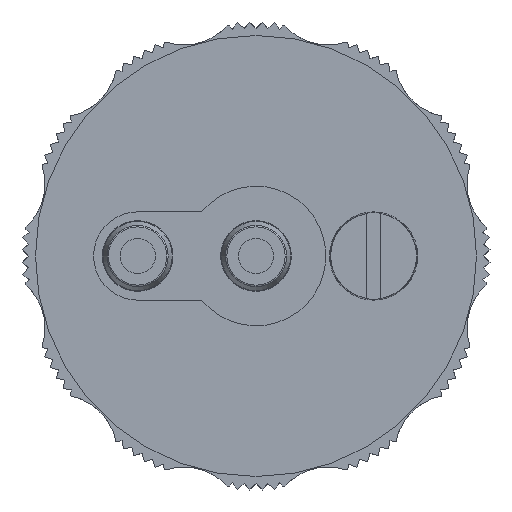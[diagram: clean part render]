
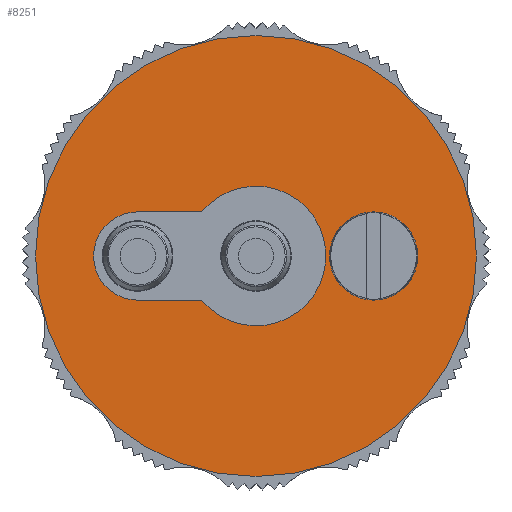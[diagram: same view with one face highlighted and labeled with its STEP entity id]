
A CAD part, front view. The second image highlights one B-rep face of the part: STEP entity #8251.
In plain terms, the highlighted planar face has unit normal (0, -1, 0).
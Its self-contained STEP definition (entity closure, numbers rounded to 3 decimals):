
#501=CIRCLE('',#8300,3.);
#701=CIRCLE('',#8903,15.);
#705=CIRCLE('',#8909,4.75);
#706=CIRCLE('',#8910,3.);
#3099=ORIENTED_EDGE('',*,*,#4373,.T.);
#3100=ORIENTED_EDGE('',*,*,#4374,.F.);
#3101=ORIENTED_EDGE('',*,*,#4375,.T.);
#3102=ORIENTED_EDGE('',*,*,#4376,.T.);
#3103=ORIENTED_EDGE('',*,*,#3185,.F.);
#3104=ORIENTED_EDGE('',*,*,#4369,.T.);
#3185=EDGE_CURVE('',#4411,#4411,#501,.F.);
#4369=EDGE_CURVE('',#5205,#5205,#701,.T.);
#4373=EDGE_CURVE('',#5209,#5210,#5915,.T.);
#4374=EDGE_CURVE('',#5211,#5210,#705,.F.);
#4375=EDGE_CURVE('',#5211,#5212,#5916,.T.);
#4376=EDGE_CURVE('',#5212,#5209,#706,.T.);
#4411=VERTEX_POINT('',#11002);
#5205=VERTEX_POINT('',#14670);
#5209=VERTEX_POINT('',#14680);
#5210=VERTEX_POINT('',#14681);
#5211=VERTEX_POINT('',#14683);
#5212=VERTEX_POINT('',#14685);
#5915=LINE('',#14679,#6603);
#5916=LINE('',#14684,#6604);
#6603=VECTOR('',#10871,1000.);
#6604=VECTOR('',#10874,1000.);
#7040=EDGE_LOOP('',(#3099,#3100,#3101,#3102));
#7041=EDGE_LOOP('',(#3103));
#7042=EDGE_LOOP('',(#3104));
#7522=FACE_BOUND('',#7040,.T.);
#7523=FACE_BOUND('',#7041,.T.);
#7524=FACE_BOUND('',#7042,.T.);
#7831=PLANE('',#8908);
#8251=ADVANCED_FACE('',(#7522,#7523,#7524),#7831,.F.);
#8300=AXIS2_PLACEMENT_3D('',#11001,#8977,#8978);
#8903=AXIS2_PLACEMENT_3D('',#14669,#10859,#10860);
#8908=AXIS2_PLACEMENT_3D('',#14678,#10869,#10870);
#8909=AXIS2_PLACEMENT_3D('',#14682,#10872,#10873);
#8910=AXIS2_PLACEMENT_3D('',#14686,#10875,#10876);
#8977=DIRECTION('',(0.,1.,0.));
#8978=DIRECTION('',(0.,0.,1.));
#10859=DIRECTION('',(0.,-1.,0.));
#10860=DIRECTION('',(0.,0.,-1.));
#10869=DIRECTION('',(0.,1.,0.));
#10870=DIRECTION('',(0.,0.,1.));
#10871=DIRECTION('',(1.,0.,0.));
#10872=DIRECTION('',(0.,1.,0.));
#10873=DIRECTION('',(0.,0.,1.));
#10874=DIRECTION('',(-1.,0.,0.));
#10875=DIRECTION('',(0.,1.,0.));
#10876=DIRECTION('',(1.,0.,0.));
#11001=CARTESIAN_POINT('',(8.,-3.5,0.));
#11002=CARTESIAN_POINT('',(8.,-3.5,3.));
#14669=CARTESIAN_POINT('',(0.,-3.5,0.));
#14670=CARTESIAN_POINT('',(0.,-3.5,-15.));
#14678=CARTESIAN_POINT('',(15.,-3.5,0.));
#14679=CARTESIAN_POINT('',(-8.05,-3.5,3.));
#14680=CARTESIAN_POINT('',(-8.05,-3.5,3.));
#14681=CARTESIAN_POINT('',(-3.683,-3.5,3.));
#14682=CARTESIAN_POINT('',(0.,-3.5,0.));
#14683=CARTESIAN_POINT('',(-3.683,-3.5,-3.));
#14684=CARTESIAN_POINT('',(-3.683,-3.5,-3.));
#14685=CARTESIAN_POINT('',(-8.05,-3.5,-3.));
#14686=CARTESIAN_POINT('',(-8.05,-3.5,0.));
